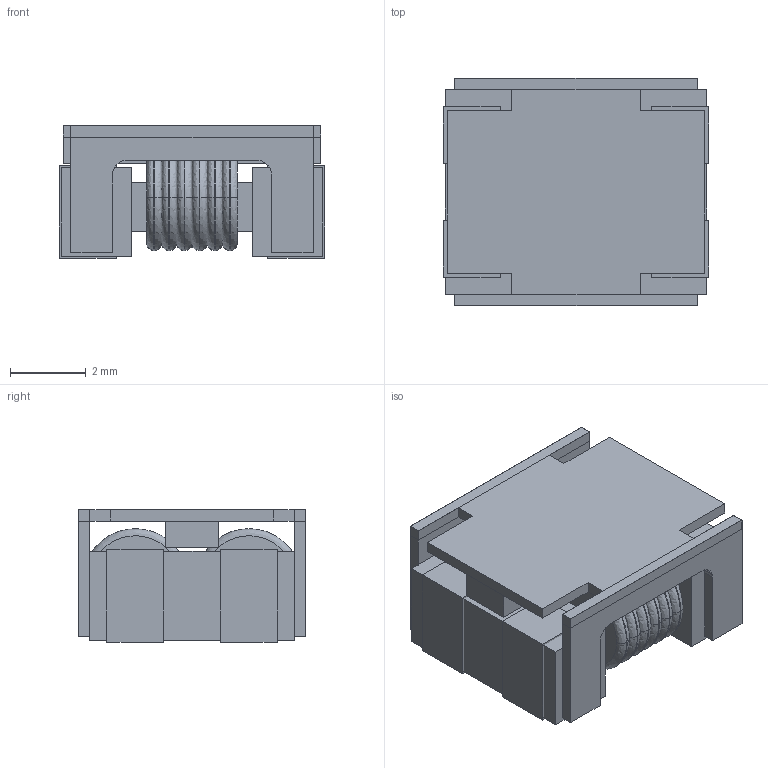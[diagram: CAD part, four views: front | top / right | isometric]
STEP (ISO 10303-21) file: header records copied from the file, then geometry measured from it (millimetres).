
FILE_DESCRIPTION (( 'STEP AP214' ), '1' );
FILE_NAME ('User Library-ACM70V.STEP', '2017-12-21T01:51:37', ( '' ), ( '' ), 'SwSTEP 2.0', 'SolidWorks 2018', '' );
FILE_SCHEMA (( 'AUTOMOTIVE_DESIGN' ));
Length unit declared in the file: millimetre
Products named in the file (15): User Library-ACM70V_685967776; User Library-ACM70V_Free-Models; User Library-ACM70V_Extruded; User Library-ACM70V_693673904; User Library-ACM70V_Extruded_3; User Library-ACM70V_Extruded_2; User Library-ACM70V_693680304; User Library-ACM70V_693681328; User Library-ACM70V_693662384; User Library-ACM70V_CIL; User Library-ACM70V_Extruded_4; User Library-ACM70V; User Library-ACM70V_Extruded_6; User Library-ACM70V_693658288; User Library-ACM70V_Extruded_5
Assembly tree (31 placements, depth 4):
  User Library-ACM70V
    User Library-ACM70V_Free-Models
      User Library-ACM70V_685967776  x2
        User Library-ACM70V_Extruded
      User Library-ACM70V_CIL  x12
      User Library-ACM70V_693680304
        User Library-ACM70V_Extruded_2
      User Library-ACM70V_693673904
        User Library-ACM70V_Extruded_3
      User Library-ACM70V_693681328  x4
        User Library-ACM70V_Extruded_4
      User Library-ACM70V_693662384  x2
        User Library-ACM70V_Extruded_5
      User Library-ACM70V_693658288  x2
        User Library-ACM70V_Extruded_6
Bounding box: 7 x 6 x 3.5 mm (x, y, z)
Volume: 133.9 mm3; surface area: 575.7 mm2
Topology: 24 solids, 24 shells, 220 faces, 516 edges, 344 vertices
Faces by surface type: plane 148, bspline 48, cylinder 24
Entity records: 3880 total; most frequent: CARTESIAN_POINT 571, DIRECTION 430, ORIENTED_EDGE 384, EDGE_CURVE 192, VECTOR 176, LINE 176, VERTEX_POINT 128, AXIS2_PLACEMENT_3D 127
